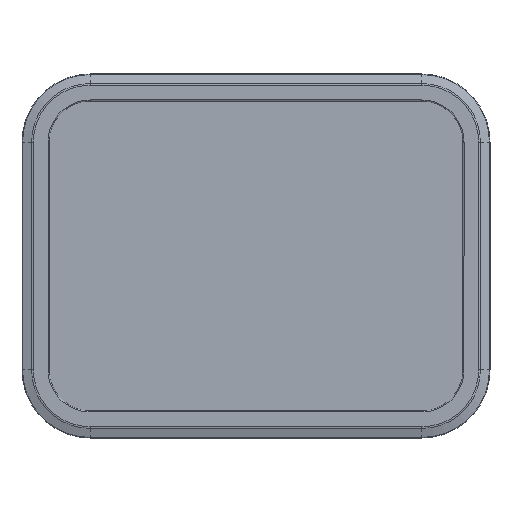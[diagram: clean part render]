
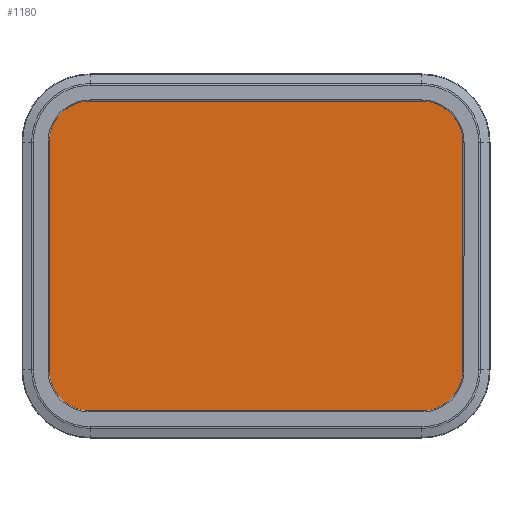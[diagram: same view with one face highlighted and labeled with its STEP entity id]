
A CAD part, top view. The second image highlights one B-rep face of the part: STEP entity #1180.
In plain terms, the highlighted planar face has unit normal (0, 0, 1).
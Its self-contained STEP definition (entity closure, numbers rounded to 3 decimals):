
#434 = ORIENTED_EDGE ( 'NONE', *, *, #8718, .T. ) ;
#467 = EDGE_CURVE ( 'NONE', #5625, #516, #3325, .T. ) ;
#509 = AXIS2_PLACEMENT_3D ( 'NONE', #9329, #4323, #3078 ) ;
#516 = VERTEX_POINT ( 'NONE', #2852 ) ;
#634 = DIRECTION ( 'NONE',  ( -1., 0., 0. ) ) ;
#739 = VERTEX_POINT ( 'NONE', #7857 ) ;
#1069 = EDGE_CURVE ( 'NONE', #739, #8646, #3060, .T. ) ;
#1180 = ADVANCED_FACE ( 'NONE', ( #6751 ), #2854, .T. ) ;
#1502 = VECTOR ( 'NONE', #9129, 1000. ) ;
#1503 = CARTESIAN_POINT ( 'NONE',  ( 206., 109.5, 6.8 ) ) ;
#1899 = DIRECTION ( 'NONE',  ( 0., 0., 1. ) ) ;
#2080 = DIRECTION ( 'NONE',  ( -1., 0., 0. ) ) ;
#2591 = DIRECTION ( 'NONE',  ( 0., -1., 0. ) ) ;
#2852 = CARTESIAN_POINT ( 'NONE',  ( -206., 109.5, 6.8 ) ) ;
#2854 = PLANE ( 'NONE',  #5304 ) ;
#2883 = CARTESIAN_POINT ( 'NONE',  ( -206., -109.5, 6.8 ) ) ;
#3060 = CIRCLE ( 'NONE', #509, 46.5 ) ;
#3078 = DIRECTION ( 'NONE',  ( 1., 0., 0. ) ) ;
#3142 = CARTESIAN_POINT ( 'NONE',  ( -159.5, 109.5, 6.8 ) ) ;
#3148 = CIRCLE ( 'NONE', #11433, 46.5 ) ;
#3325 = CIRCLE ( 'NONE', #8308, 46.5 ) ;
#3328 = CARTESIAN_POINT ( 'NONE',  ( -159.5, 156., 6.8 ) ) ;
#3433 = ORIENTED_EDGE ( 'NONE', *, *, #1069, .T. ) ;
#3441 = EDGE_CURVE ( 'NONE', #7680, #11930, #10721, .T. ) ;
#3827 = CARTESIAN_POINT ( 'NONE',  ( -206., 109.5, 6.8 ) ) ;
#3986 = CARTESIAN_POINT ( 'NONE',  ( 159.5, 156., 6.8 ) ) ;
#4030 = VECTOR ( 'NONE', #9106, 1000. ) ;
#4125 = DIRECTION ( 'NONE',  ( -1., 0., 0. ) ) ;
#4323 = DIRECTION ( 'NONE',  ( 0., 0., 1. ) ) ;
#4474 = CARTESIAN_POINT ( 'NONE',  ( -159.5, -156., 6.8 ) ) ;
#4563 = LINE ( 'NONE', #3328, #5610 ) ;
#5093 = ORIENTED_EDGE ( 'NONE', *, *, #6783, .T. ) ;
#5304 = AXIS2_PLACEMENT_3D ( 'NONE', #11301, #10049, #8807 ) ;
#5371 = DIRECTION ( 'NONE',  ( 0., 0., 1. ) ) ;
#5388 = VERTEX_POINT ( 'NONE', #2883 ) ;
#5610 = VECTOR ( 'NONE', #2080, 1000. ) ;
#5625 = VERTEX_POINT ( 'NONE', #7721 ) ;
#5892 = VERTEX_POINT ( 'NONE', #4474 ) ;
#6271 = CARTESIAN_POINT ( 'NONE',  ( 206., -109.5, 6.8 ) ) ;
#6345 = LINE ( 'NONE', #3827, #9487 ) ;
#6635 = CARTESIAN_POINT ( 'NONE',  ( -159.5, -109.5, 6.8 ) ) ;
#6751 = FACE_OUTER_BOUND ( 'NONE', #10588, .T. ) ;
#6783 = EDGE_CURVE ( 'NONE', #5892, #739, #11585, .T. ) ;
#7019 = AXIS2_PLACEMENT_3D ( 'NONE', #10444, #9202, #7939 ) ;
#7680 = VERTEX_POINT ( 'NONE', #1503 ) ;
#7721 = CARTESIAN_POINT ( 'NONE',  ( -159.5, 156., 6.8 ) ) ;
#7857 = CARTESIAN_POINT ( 'NONE',  ( 159.5, -156., 6.8 ) ) ;
#7939 = DIRECTION ( 'NONE',  ( 1., 0., 0. ) ) ;
#8308 = AXIS2_PLACEMENT_3D ( 'NONE', #3142, #1899, #634 ) ;
#8309 = ORIENTED_EDGE ( 'NONE', *, *, #467, .T. ) ;
#8432 = EDGE_CURVE ( 'NONE', #11930, #5625, #4563, .T. ) ;
#8646 = VERTEX_POINT ( 'NONE', #6271 ) ;
#8659 = ORIENTED_EDGE ( 'NONE', *, *, #8773, .T. ) ;
#8718 = EDGE_CURVE ( 'NONE', #5388, #5892, #3148, .T. ) ;
#8773 = EDGE_CURVE ( 'NONE', #516, #5388, #6345, .T. ) ;
#8807 = DIRECTION ( 'NONE',  ( 1., 0., 0. ) ) ;
#9106 = DIRECTION ( 'NONE',  ( 1., 0., 0. ) ) ;
#9129 = DIRECTION ( 'NONE',  ( 0., 1., 0. ) ) ;
#9202 = DIRECTION ( 'NONE',  ( 0., 0., 1. ) ) ;
#9275 = EDGE_CURVE ( 'NONE', #8646, #7680, #11607, .T. ) ;
#9329 = CARTESIAN_POINT ( 'NONE',  ( 159.5, -109.5, 6.8 ) ) ;
#9487 = VECTOR ( 'NONE', #2591, 1000. ) ;
#10049 = DIRECTION ( 'NONE',  ( 0., 0., 1. ) ) ;
#10343 = CARTESIAN_POINT ( 'NONE',  ( -159.5, -156., 6.8 ) ) ;
#10364 = CARTESIAN_POINT ( 'NONE',  ( 206., 109.5, 6.8 ) ) ;
#10444 = CARTESIAN_POINT ( 'NONE',  ( 159.5, 109.5, 6.8 ) ) ;
#10588 = EDGE_LOOP ( 'NONE', ( #10730, #12056, #8309, #8659, #434, #5093, #3433, #10691 ) ) ;
#10691 = ORIENTED_EDGE ( 'NONE', *, *, #9275, .T. ) ;
#10721 = CIRCLE ( 'NONE', #7019, 46.5 ) ;
#10730 = ORIENTED_EDGE ( 'NONE', *, *, #3441, .T. ) ;
#11301 = CARTESIAN_POINT ( 'NONE',  ( 159.5, 109.5, 6.8 ) ) ;
#11433 = AXIS2_PLACEMENT_3D ( 'NONE', #6635, #5371, #4125 ) ;
#11585 = LINE ( 'NONE', #10343, #4030 ) ;
#11607 = LINE ( 'NONE', #10364, #1502 ) ;
#11930 = VERTEX_POINT ( 'NONE', #3986 ) ;
#12056 = ORIENTED_EDGE ( 'NONE', *, *, #8432, .T. ) ;
